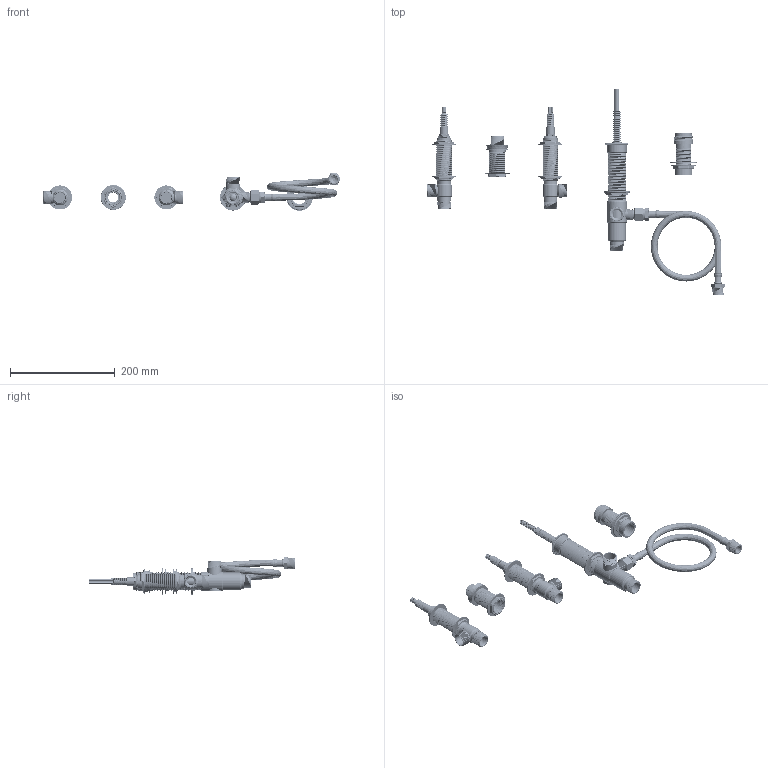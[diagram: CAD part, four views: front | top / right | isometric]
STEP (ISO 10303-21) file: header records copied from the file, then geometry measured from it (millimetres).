
FILE_DESCRIPTION((''),'2;1');
FILE_NAME('1-523_ASM','2016-09-08T',('rsmith'),(''),'PRO/ENGINEER BY PARAMETRIC TECHNOLOGY CORPORATION, 2013150','PRO/ENGINEER BY PARAMETRIC TECHNOLOGY CORPORATION, 2013150','');
FILE_SCHEMA(('CONFIG_CONTROL_DESIGN'));
Length unit declared in the file: inch
Products named in the file (33): 10173; 91083; 10172; 10174; 1-016_ASM; 1-094; 1-017; 10529; 10997; 1-612_ASM; 1-093; 1-613_ASM; 50307; 91182; 91180; 50308; 91181; 91179; 5-011_ASM; 11_ANY; 15_ANY; 1-191_ASM; 91441; 11357; 11358; 11359; 11349; 11355; 1-190_ASM; 11228; 1-630_ASM; 290; 1-523_ASM
Assembly tree (38 placements, depth 4):
  1-523_ASM
    1-016_ASM
      10173
      91083  x2
      10172
      10174
    1-612_ASM
      1-094
      1-017
      10529  x2
      10997
    1-613_ASM
      1-093
      1-017
      10529  x2
      10997
    5-011_ASM
      50307
      91182
      91180
      50308
      91181
      91179
    1-630_ASM
      1-190_ASM
        11_ANY
        15_ANY
        1-191_ASM
        91441
        11357
        11358
        11359
        11349
        11355
      11228
    290
Bounding box: 567.99 x 394.12 x 71.65 mm (x, y, z)
Volume: 429093.7 mm3; surface area: 351523.3 mm2
Topology: 37 solids, 40 shells, 4797 faces, 13105 edges, 8450 vertices
Faces by surface type: cylinder 2172, plane 1143, cone 607, bspline 582, torus 252, sphere 22, revolution 16, extrusion 3
Entity records: 312727 total; most frequent: CARTESIAN_POINT 210136, ORIENTED_EDGE 23268, DIRECTION 18833, EDGE_CURVE 11634, VERTEX_POINT 7523, AXIS2_PLACEMENT_3D 7174, VECTOR 4469, LINE 4466
